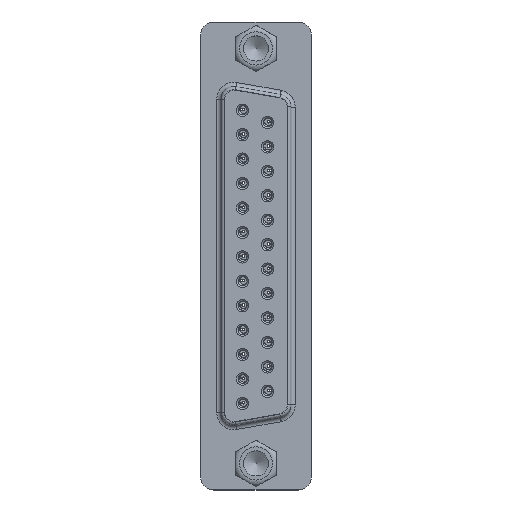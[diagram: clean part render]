
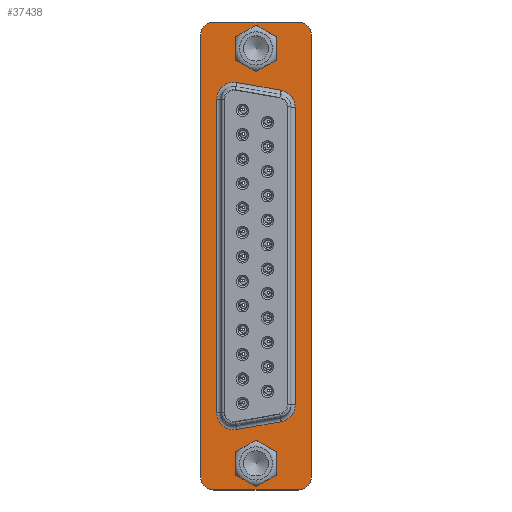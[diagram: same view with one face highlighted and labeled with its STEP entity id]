
A CAD part, top view. The second image highlights one B-rep face of the part: STEP entity #37438.
In plain terms, the highlighted face is planar.
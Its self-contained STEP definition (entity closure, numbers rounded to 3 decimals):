
#3384=LINE('',#72566,#5740);
#3385=LINE('',#72583,#5741);
#3388=LINE('',#72590,#5744);
#3390=LINE('',#72605,#5746);
#3409=LINE('',#72644,#5765);
#3414=LINE('',#72658,#5770);
#3418=LINE('',#72670,#5774);
#3422=LINE('',#72682,#5778);
#5740=VECTOR('',#52266,1000.);
#5741=VECTOR('',#52287,1000.);
#5744=VECTOR('',#52294,1000.);
#5746=VECTOR('',#52314,1000.);
#5765=VECTOR('',#52367,1000.);
#5770=VECTOR('',#52380,1000.);
#5774=VECTOR('',#52392,1000.);
#5778=VECTOR('',#52404,1000.);
#7815=PLANE('',#41797);
#18094=ORIENTED_EDGE('',*,*,#24181,.T.);
#18095=ORIENTED_EDGE('',*,*,#24295,.F.);
#18096=ORIENTED_EDGE('',*,*,#24274,.F.);
#18097=ORIENTED_EDGE('',*,*,#24278,.F.);
#18098=ORIENTED_EDGE('',*,*,#24281,.F.);
#18099=ORIENTED_EDGE('',*,*,#24284,.F.);
#18100=ORIENTED_EDGE('',*,*,#24287,.F.);
#18101=ORIENTED_EDGE('',*,*,#24290,.F.);
#18102=ORIENTED_EDGE('',*,*,#24293,.F.);
#18103=ORIENTED_EDGE('',*,*,#24241,.T.);
#18104=ORIENTED_EDGE('',*,*,#24235,.T.);
#18105=ORIENTED_EDGE('',*,*,#24237,.T.);
#18106=ORIENTED_EDGE('',*,*,#24243,.T.);
#18107=ORIENTED_EDGE('',*,*,#24249,.T.);
#18108=ORIENTED_EDGE('',*,*,#24255,.T.);
#18109=ORIENTED_EDGE('',*,*,#24253,.T.);
#18110=ORIENTED_EDGE('',*,*,#24247,.T.);
#18111=ORIENTED_EDGE('',*,*,#24183,.T.);
#24181=EDGE_CURVE('',#28052,#28052,#29377,.T.);
#24183=EDGE_CURVE('',#28054,#28054,#29379,.T.);
#24235=EDGE_CURVE('',#28087,#28090,#3384,.T.);
#24237=EDGE_CURVE('',#28090,#28092,#29415,.T.);
#24241=EDGE_CURVE('',#28093,#28087,#29419,.T.);
#24243=EDGE_CURVE('',#28092,#28096,#3385,.T.);
#24247=EDGE_CURVE('',#28097,#28093,#3388,.T.);
#24249=EDGE_CURVE('',#28096,#28100,#29423,.T.);
#24253=EDGE_CURVE('',#28101,#28097,#29427,.T.);
#24255=EDGE_CURVE('',#28100,#28101,#3390,.T.);
#24274=EDGE_CURVE('',#28105,#28106,#3409,.T.);
#24278=EDGE_CURVE('',#28108,#28105,#29429,.T.);
#24281=EDGE_CURVE('',#28110,#28108,#3414,.T.);
#24284=EDGE_CURVE('',#28112,#28110,#29431,.T.);
#24287=EDGE_CURVE('',#28114,#28112,#3418,.T.);
#24290=EDGE_CURVE('',#28116,#28114,#29433,.T.);
#24293=EDGE_CURVE('',#28118,#28116,#3422,.T.);
#24295=EDGE_CURVE('',#28106,#28118,#29435,.T.);
#28052=VERTEX_POINT('',#72456);
#28054=VERTEX_POINT('',#72461);
#28087=VERTEX_POINT('',#72560);
#28090=VERTEX_POINT('',#72565);
#28092=VERTEX_POINT('',#72570);
#28093=VERTEX_POINT('',#72575);
#28096=VERTEX_POINT('',#72582);
#28097=VERTEX_POINT('',#72587);
#28100=VERTEX_POINT('',#72594);
#28101=VERTEX_POINT('',#72599);
#28105=VERTEX_POINT('',#72643);
#28106=VERTEX_POINT('',#72645);
#28108=VERTEX_POINT('',#72651);
#28110=VERTEX_POINT('',#72657);
#28112=VERTEX_POINT('',#72663);
#28114=VERTEX_POINT('',#72669);
#28116=VERTEX_POINT('',#72675);
#28118=VERTEX_POINT('',#72681);
#29377=CIRCLE('',#41688,1.5);
#29379=CIRCLE('',#41691,1.5);
#29415=CIRCLE('',#41745,1.93);
#29419=CIRCLE('',#41750,1.93);
#29423=CIRCLE('',#41757,1.93);
#29427=CIRCLE('',#41762,1.93);
#29429=CIRCLE('',#41783,1.5);
#29431=CIRCLE('',#41787,1.5);
#29433=CIRCLE('',#41791,1.5);
#29435=CIRCLE('',#41795,1.5);
#31577=EDGE_LOOP('',(#18094));
#31578=EDGE_LOOP('',(#18095,#18096,#18097,#18098,#18099,#18100,#18101,#18102));
#31579=EDGE_LOOP('',(#18103,#18104,#18105,#18106,#18107,#18108,#18109,#18110));
#31580=EDGE_LOOP('',(#18111));
#33942=FACE_BOUND('',#31577,.T.);
#33943=FACE_BOUND('',#31578,.T.);
#33944=FACE_BOUND('',#31579,.T.);
#33945=FACE_BOUND('',#31580,.T.);
#37438=ADVANCED_FACE('',(#33942,#33943,#33944,#33945),#7815,.F.);
#41688=AXIS2_PLACEMENT_3D('',#72455,#52139,#52140);
#41691=AXIS2_PLACEMENT_3D('',#72460,#52145,#52146);
#41745=AXIS2_PLACEMENT_3D('',#72571,#52271,#52272);
#41750=AXIS2_PLACEMENT_3D('',#72578,#52281,#52282);
#41757=AXIS2_PLACEMENT_3D('',#72595,#52299,#52300);
#41762=AXIS2_PLACEMENT_3D('',#72602,#52309,#52310);
#41783=AXIS2_PLACEMENT_3D('',#72652,#52374,#52375);
#41787=AXIS2_PLACEMENT_3D('',#72664,#52386,#52387);
#41791=AXIS2_PLACEMENT_3D('',#72676,#52398,#52399);
#41795=AXIS2_PLACEMENT_3D('',#72685,#52409,#52410);
#41797=AXIS2_PLACEMENT_3D('',#72687,#52413,#52414);
#52139=DIRECTION('',(0.,-1.,0.));
#52140=DIRECTION('',(0.,0.,1.));
#52145=DIRECTION('',(0.,-1.,0.));
#52146=DIRECTION('',(0.,0.,1.));
#52266=DIRECTION('',(1.,0.,0.));
#52271=DIRECTION('',(0.,-1.,0.));
#52272=DIRECTION('',(0.,0.,1.));
#52281=DIRECTION('',(0.,-1.,0.));
#52282=DIRECTION('',(0.,0.,1.));
#52287=DIRECTION('',(0.174,0.,0.985));
#52294=DIRECTION('',(0.174,0.,-0.985));
#52299=DIRECTION('',(0.,-1.,0.));
#52300=DIRECTION('',(0.,0.,1.));
#52309=DIRECTION('',(0.,-1.,0.));
#52310=DIRECTION('',(0.,0.,1.));
#52314=DIRECTION('',(-1.,0.,0.));
#52367=DIRECTION('',(0.,0.,1.));
#52374=DIRECTION('',(0.,-1.,0.));
#52375=DIRECTION('',(-1.,0.,0.));
#52380=DIRECTION('',(1.,0.,0.));
#52386=DIRECTION('',(0.,-1.,0.));
#52387=DIRECTION('',(-1.,0.,0.));
#52392=DIRECTION('',(0.,0.,-1.));
#52398=DIRECTION('',(0.,-1.,0.));
#52399=DIRECTION('',(1.,0.,0.));
#52404=DIRECTION('',(-1.,0.,0.));
#52409=DIRECTION('',(0.,-1.,0.));
#52410=DIRECTION('',(-1.,0.,0.));
#52413=DIRECTION('',(0.,-1.,0.));
#52414=DIRECTION('',(0.,0.,1.));
#72455=CARTESIAN_POINT('',(23.52,0.35,0.));
#72456=CARTESIAN_POINT('',(23.52,0.35,1.5));
#72460=CARTESIAN_POINT('',(-23.52,0.35,0.));
#72461=CARTESIAN_POINT('',(-23.52,0.35,1.5));
#72560=CARTESIAN_POINT('',(-16.881,0.35,-4.45));
#72565=CARTESIAN_POINT('',(16.881,0.35,-4.45));
#72566=CARTESIAN_POINT('',(25.025,0.35,-4.45));
#72570=CARTESIAN_POINT('',(18.782,0.35,-2.855));
#72571=CARTESIAN_POINT('',(16.881,0.35,-2.52));
#72575=CARTESIAN_POINT('',(-18.782,0.35,-2.855));
#72578=CARTESIAN_POINT('',(-16.881,0.35,-2.52));
#72582=CARTESIAN_POINT('',(19.671,0.35,2.185));
#72583=CARTESIAN_POINT('',(20.275,0.35,5.613));
#72587=CARTESIAN_POINT('',(-19.671,0.35,2.185));
#72590=CARTESIAN_POINT('',(-18.766,0.35,-2.947));
#72594=CARTESIAN_POINT('',(17.77,0.35,4.45));
#72595=CARTESIAN_POINT('',(17.77,0.35,2.52));
#72599=CARTESIAN_POINT('',(-17.77,0.35,4.45));
#72602=CARTESIAN_POINT('',(-17.77,0.35,2.52));
#72605=CARTESIAN_POINT('',(25.025,0.35,4.45));
#72643=CARTESIAN_POINT('',(26.525,0.35,-4.775));
#72644=CARTESIAN_POINT('',(26.525,0.35,-4.775));
#72645=CARTESIAN_POINT('',(26.525,0.35,4.775));
#72651=CARTESIAN_POINT('',(25.025,0.35,-6.275));
#72652=CARTESIAN_POINT('',(25.025,0.35,-4.775));
#72657=CARTESIAN_POINT('',(-25.025,0.35,-6.275));
#72658=CARTESIAN_POINT('',(-25.025,0.35,-6.275));
#72663=CARTESIAN_POINT('',(-26.525,0.35,-4.775));
#72664=CARTESIAN_POINT('',(-25.025,0.35,-4.775));
#72669=CARTESIAN_POINT('',(-26.525,0.35,4.775));
#72670=CARTESIAN_POINT('',(-26.525,0.35,4.775));
#72675=CARTESIAN_POINT('',(-25.025,0.35,6.275));
#72676=CARTESIAN_POINT('',(-25.025,0.35,4.775));
#72681=CARTESIAN_POINT('',(25.025,0.35,6.275));
#72682=CARTESIAN_POINT('',(25.025,0.35,6.275));
#72685=CARTESIAN_POINT('',(25.025,0.35,4.775));
#72687=CARTESIAN_POINT('',(25.025,0.35,4.775));
